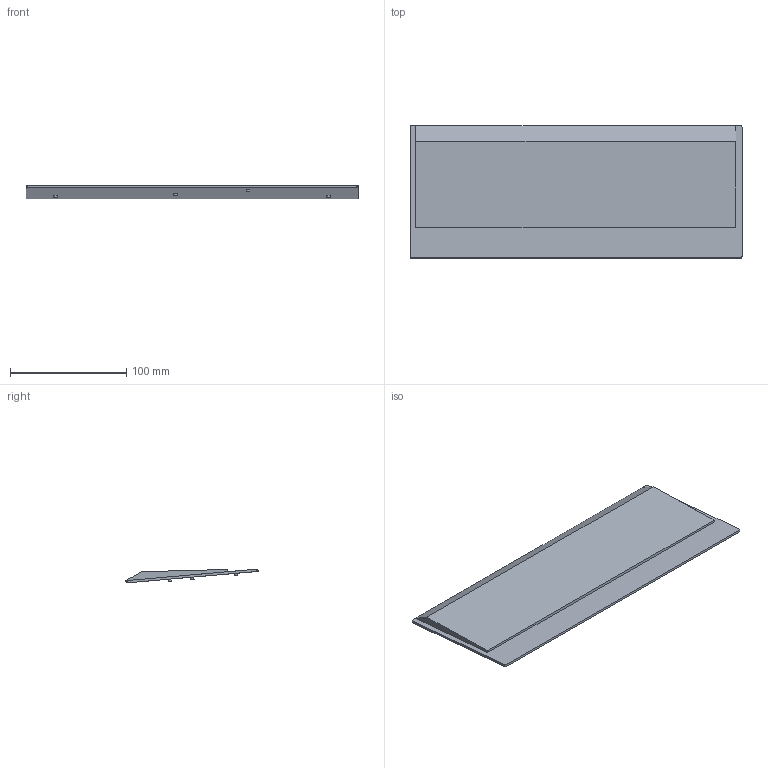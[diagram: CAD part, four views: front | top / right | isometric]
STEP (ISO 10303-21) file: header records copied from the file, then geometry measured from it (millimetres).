
FILE_DESCRIPTION(/* description */ (''),/* implementation_level */ '2;1');
FILE_NAME(/* name */ 'BackPlate.step',/* time_stamp */ '2026-01-07T23:32:02+06:00',/* author */ (''),/* organization */ (''),/* preprocessor_version */ 'ST-DEVELOPER v20.1',/* originating_system */ 'Autodesk Translation Framework v14.21.0.0',/* authorisation */ '');
FILE_SCHEMA (('AUTOMOTIVE_DESIGN { 1 0 10303 214 3 1 1 }'));
Length unit declared in the file: millimetre
Products named in the file (1): (Unsaved)
Bounding box: 285.37 x 113.72 x 11.93 mm (x, y, z)
Volume: 163012.9 mm3; surface area: 68437.1 mm2
Topology: 1 solids, 1 shells, 129 faces, 358 edges, 236 vertices
Faces by surface type: plane 124, cylinder 5
Full cylindrical faces by diameter (mm): 2 x1, 3 x4
Entity records: 4084 total; most frequent: CARTESIAN_POINT 724, ORIENTED_EDGE 716, DIRECTION 634, EDGE_CURVE 358, LINE 342, VECTOR 342, VERTEX_POINT 236, AXIS2_PLACEMENT_3D 146
